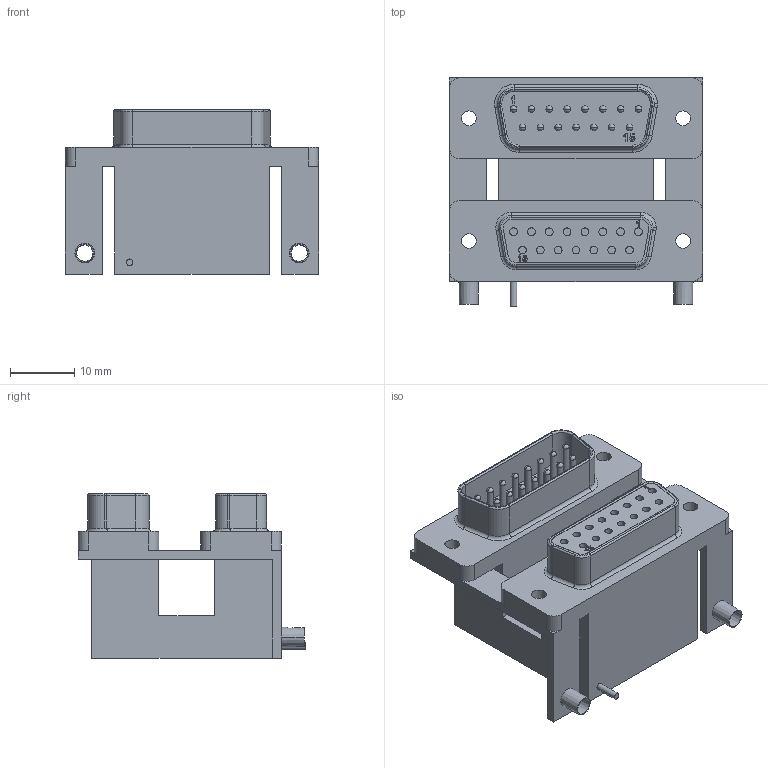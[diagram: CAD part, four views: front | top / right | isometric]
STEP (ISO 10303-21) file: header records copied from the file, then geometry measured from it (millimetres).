
FILE_DESCRIPTION (( 'STEP AP214' ), '1' );
FILE_NAME ('User Library-db15 m-f ra stack pcb mnt.STEP', '2019-12-26T10:22:55', ( '' ), ( '' ), 'SwSTEP 2.0', 'SolidWorks 2019', '' );
FILE_SCHEMA (( 'AUTOMOTIVE_DESIGN' ));
Length unit declared in the file: inch
Products named in the file (1): User Library-db15 m-f ra stack pcb mnt
Bounding box: 39.3 x 35.41 x 25.53 mm (x, y, z)
Volume: 14495.1 mm3; surface area: 7705.5 mm2
Topology: 1 solids, 1 shells, 579 faces, 1519 edges, 981 vertices
Faces by surface type: plane 256, bspline 138, cylinder 122, sphere 30, torus 25, cone 8
Entity records: 31536 total; most frequent: CARTESIAN_POINT 10928, ORIENTED_EDGE 2918, DIRECTION 2386, EDGE_CURVE 1459, VERTEX_POINT 951, LINE 864, VECTOR 864, AXIS2_PLACEMENT_3D 761
